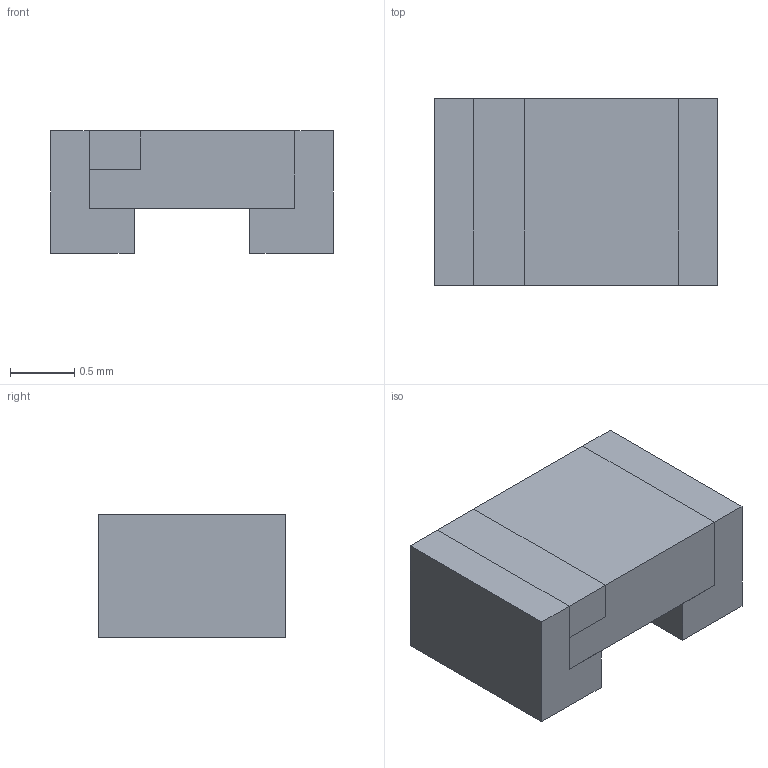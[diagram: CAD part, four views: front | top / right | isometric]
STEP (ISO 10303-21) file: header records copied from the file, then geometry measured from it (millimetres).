
FILE_DESCRIPTION (( 'STEP AP203' ), '1' );
FILE_NAME ('0805_D.STEP', '2020-10-28T13:24:29', ( '' ), ( '' ), 'SwSTEP 2.0', 'SolidWorks 2018', '' );
FILE_SCHEMA (( 'CONFIG_CONTROL_DESIGN' ));
Length unit declared in the file: millimetre
Products named in the file (5): 0805_D; User Library-0805_D_Fusion; User Library-0805_D_Cut001; User Library-0805_D_Box002001001; User Library-0805_D_Cut
Assembly tree (4 placements, depth 2):
  0805_D
    User Library-0805_D_Fusion
    User Library-0805_D_Cut001
    User Library-0805_D_Box002001001
    User Library-0805_D_Cut
Bounding box: 2.2 x 1.45 x 0.95 mm (x, y, z)
Volume: 2.6 mm3; surface area: 21.2 mm2
Topology: 4 solids, 4 shells, 30 faces, 66 edges, 44 vertices
Faces by surface type: plane 30
Entity records: 1333 total; most frequent: CARTESIAN_POINT 147, DIRECTION 140, ORIENTED_EDGE 132, LINE 66, EDGE_CURVE 66, VECTOR 66, VERTEX_POINT 44, PERSON_AND_ORGANIZATION 44
